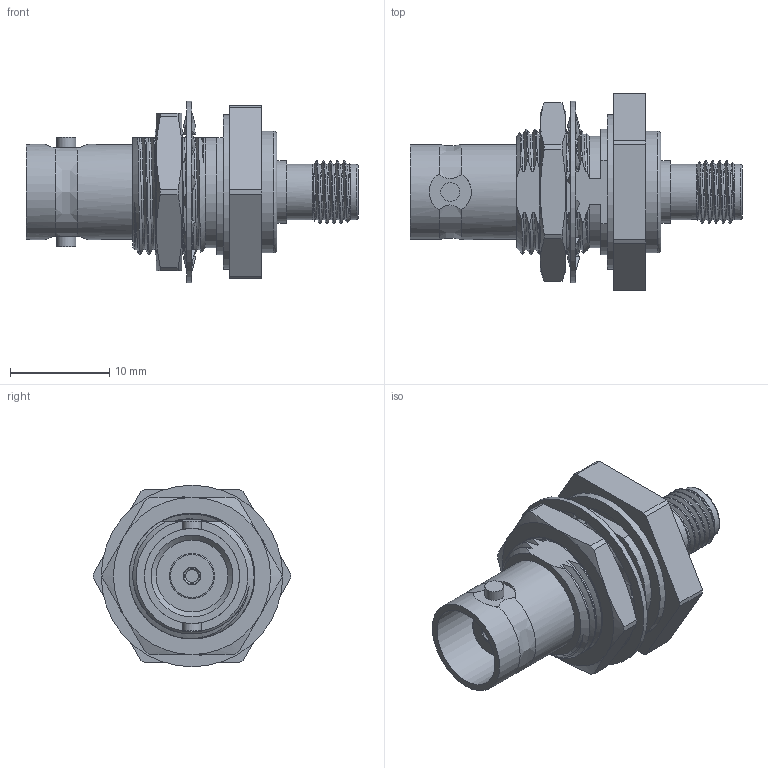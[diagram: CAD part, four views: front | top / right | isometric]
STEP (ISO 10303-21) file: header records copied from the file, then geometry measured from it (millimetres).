
FILE_DESCRIPTION (( 'STEP AP203' ), '1' );
FILE_NAME ('PE9185.step', '2020-03-31T18:13:24', ( '' ), ( '' ), 'SwSTEP 2.0', 'SolidWorks 2018', '' );
FILE_SCHEMA (( 'CONFIG_CONTROL_DESIGN' ));
Length unit declared in the file: inch
Products named in the file (1): PE9185
Bounding box: 33.53 x 19.91 x 18.34 mm (x, y, z)
Volume: 3019.1 mm3; surface area: 3296.7 mm2
Topology: 4 solids, 4 shells, 237 faces, 660 edges, 444 vertices
Faces by surface type: plane 76, bspline 76, cylinder 56, cone 26, torus 3
Full cylindrical faces by diameter (mm): 0.94 x1, 1.194 x1, 1.27 x1, 1.778 x1, 1.905 x2, 4.572 x2, 5.582 x2, 6.282 x1, 8.255 x1, 9.601 x2, 12.309 x1, 12.709 x1, 13.089 x1, 15.629 x1, 15.827 x1, 18.339 x1
Entity records: 19155 total; most frequent: CARTESIAN_POINT 13798, ORIENTED_EDGE 1248, DIRECTION 860, EDGE_CURVE 624, VERTEX_POINT 433, AXIS2_PLACEMENT_3D 322, EDGE_LOOP 281, FACE_OUTER_BOUND 260
